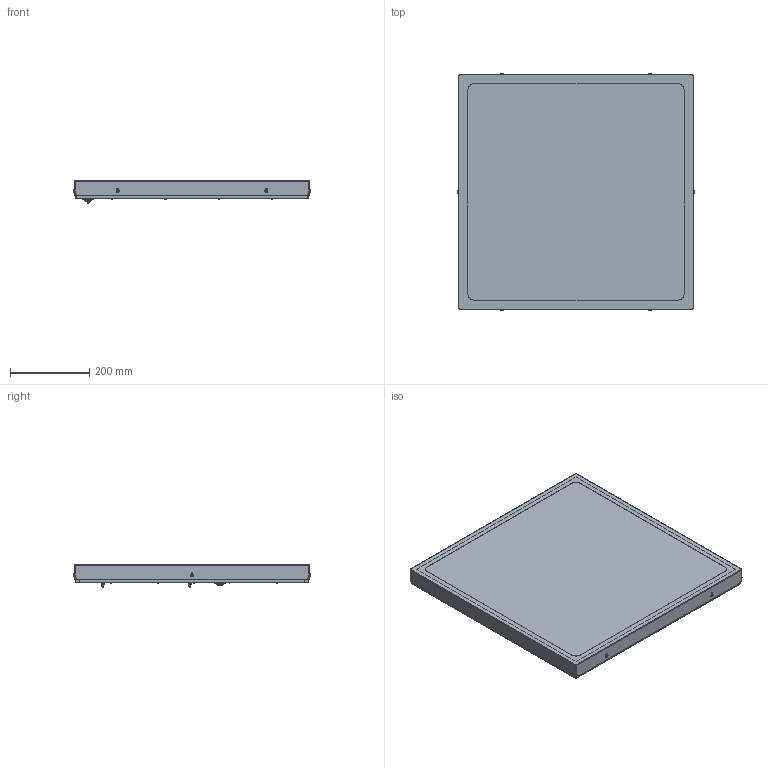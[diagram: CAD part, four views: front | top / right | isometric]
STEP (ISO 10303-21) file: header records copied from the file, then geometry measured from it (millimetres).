
FILE_DESCRIPTION(('STEP AP203'), '1');
FILE_NAME('001.0066.10.000 - ÃÑÎ-Àðìñòðîíã IP54 4 ëèíåéêè', '2023-07-16T15:18:38', ('Åâãåíèé'), ('ÎÊÁ Ñâîé Ñòèëü'), 'C3D Converter', 'C3D Toolkit', '');
FILE_SCHEMA(('CONFIG_CONTROL_DESIGN'));
Length unit declared in the file: millimetre
Products named in the file (19): 001.0066.10.000
Assembly tree (152 placements, depth 2):
  001.0066.10.000
    (unnamed)
    (unnamed)
    (unnamed)  x3
    (unnamed)  x2
    (unnamed)
    (unnamed)  x8
    (unnamed)  x2
    (unnamed)
    (unnamed)
    (unnamed)  x2
    (unnamed)  x20
    (unnamed)  x48
    (unnamed)  x48
    (unnamed)  x4
    (unnamed)  x4
    (unnamed)  x4
    (unnamed)
    (unnamed)
Bounding box: 600.6 x 600.6 x 55.8 mm (x, y, z)
Volume: 1277774.4 mm3; surface area: 2159838.7 mm2
Topology: 152 solids, 152 shells, 1521 faces, 3599 edges, 2424 vertices
Faces by surface type: plane 1130, cylinder 244, sphere 48, torus 44, cone 43, bspline 12
Full cylindrical faces by diameter (mm): 1 x20, 1.522 x8, 3.2 x20, 3.5 x21, 4 x17, 6 x12, 7.6 x8, 9 x6, 11 x1, 15 x1, 20 x2, 22 x1, 27 x2
Entity records: 23148 total; most frequent: CARTESIAN_POINT 3903, DIRECTION 2637, ORIENTED_EDGE 2244, EDGE_CURVE 1122, AXIS2_PLACEMENT_3D 957, VERTEX_POINT 761, LINE 723, VECTOR 723
